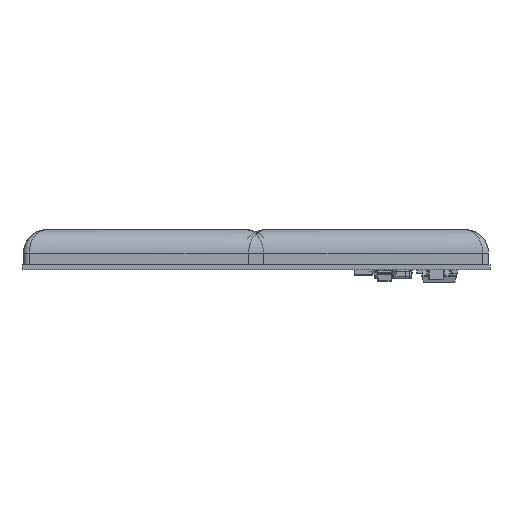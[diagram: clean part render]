
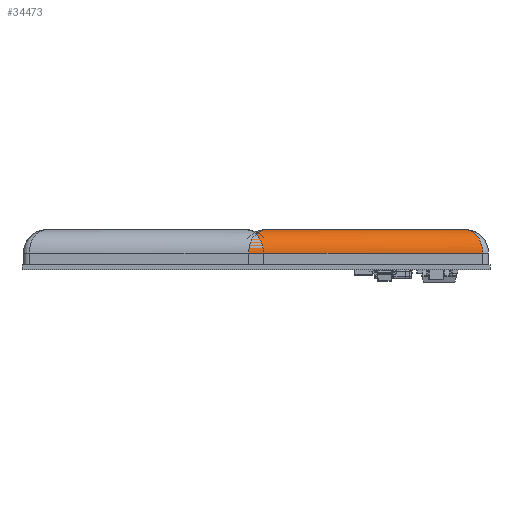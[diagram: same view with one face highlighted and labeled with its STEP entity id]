
A CAD part, front view. The second image highlights one B-rep face of the part: STEP entity #34473.
In plain terms, the highlighted cylindrical face has radius 2 mm (diameter 4 mm), a partial arc.
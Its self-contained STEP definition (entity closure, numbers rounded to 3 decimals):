
#30008 = VERTEX_POINT('',#30009);
#30009 = CARTESIAN_POINT('',(8.5,1.5,-22.3));
#30015 = EDGE_CURVE('',#30008,#30016,#30018,.T.);
#30016 = VERTEX_POINT('',#30017);
#30017 = CARTESIAN_POINT('',(-8.5,1.5,-22.3));
#30018 = LINE('',#30019,#30020);
#30019 = CARTESIAN_POINT('',(-10.5,1.5,-22.3));
#30020 = VECTOR('',#30021,1.);
#30021 = DIRECTION('',(-1.,0.,0.));
#31972 = VERTEX_POINT('',#31973);
#31973 = CARTESIAN_POINT('',(-10.,-0.5,-24.3));
#31979 = EDGE_CURVE('',#31972,#31980,#31982,.T.);
#31980 = VERTEX_POINT('',#31981);
#31981 = CARTESIAN_POINT('',(10.,-0.5,-24.3));
#31982 = LINE('',#31983,#31984);
#31983 = CARTESIAN_POINT('',(10.5,-0.5,-24.3));
#31984 = VECTOR('',#31985,1.);
#31985 = DIRECTION('',(1.,0.,0.));
#34473 = ADVANCED_FACE('',(#34474),#34492,.T.);
#34474 = FACE_BOUND('',#34475,.T.);
#34475 = EDGE_LOOP('',(#34476,#34477,#34484,#34485));
#34476 = ORIENTED_EDGE('',*,*,#31979,.F.);
#34477 = ORIENTED_EDGE('',*,*,#34478,.T.);
#34478 = EDGE_CURVE('',#31972,#30016,#34479,.T.);
#34479 = ( BOUNDED_CURVE() B_SPLINE_CURVE(3,(#34480,#34481,#34482,#34483
),.UNSPECIFIED.,.F.,.F.) B_SPLINE_CURVE_WITH_KNOTS((4,4),(0.,
1.571),.PIECEWISE_BEZIER_KNOTS.) CURVE() 
GEOMETRIC_REPRESENTATION_ITEM() RATIONAL_B_SPLINE_CURVE((1.,
0.805,0.805,1.)) REPRESENTATION_ITEM('') );
#34480 = CARTESIAN_POINT('',(-10.,-0.5,-24.3));
#34481 = CARTESIAN_POINT('',(-10.,0.672,-24.3));
#34482 = CARTESIAN_POINT('',(-9.379,1.5,-23.472));
#34483 = CARTESIAN_POINT('',(-8.5,1.5,-22.3));
#34484 = ORIENTED_EDGE('',*,*,#30015,.F.);
#34485 = ORIENTED_EDGE('',*,*,#34486,.T.);
#34486 = EDGE_CURVE('',#30008,#31980,#34487,.T.);
#34487 = ( BOUNDED_CURVE() B_SPLINE_CURVE(3,(#34488,#34489,#34490,#34491
),.UNSPECIFIED.,.F.,.F.) B_SPLINE_CURVE_WITH_KNOTS((4,4),(1.571
,3.142),.PIECEWISE_BEZIER_KNOTS.) CURVE() 
GEOMETRIC_REPRESENTATION_ITEM() RATIONAL_B_SPLINE_CURVE((1.,
0.805,0.805,1.)) REPRESENTATION_ITEM('') );
#34488 = CARTESIAN_POINT('',(8.5,1.5,-22.3));
#34489 = CARTESIAN_POINT('',(9.379,1.5,-23.472));
#34490 = CARTESIAN_POINT('',(10.,0.672,-24.3));
#34491 = CARTESIAN_POINT('',(10.,-0.5,-24.3));
#34492 = CYLINDRICAL_SURFACE('',#34493,2.);
#34493 = AXIS2_PLACEMENT_3D('',#34494,#34495,#34496);
#34494 = CARTESIAN_POINT('',(0.,-0.5,-22.3));
#34495 = DIRECTION('',(1.,0.,0.));
#34496 = DIRECTION('',(0.,0.,-1.));
